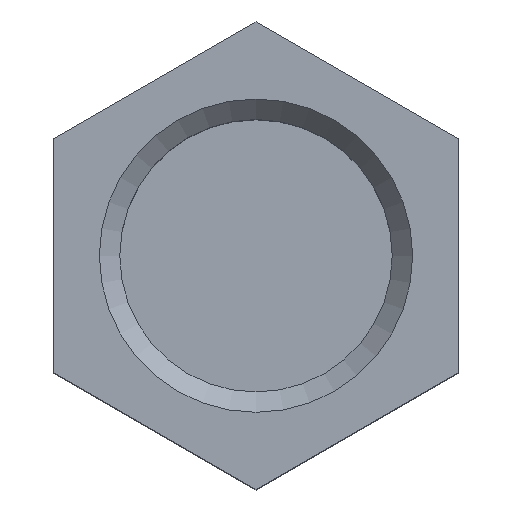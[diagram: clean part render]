
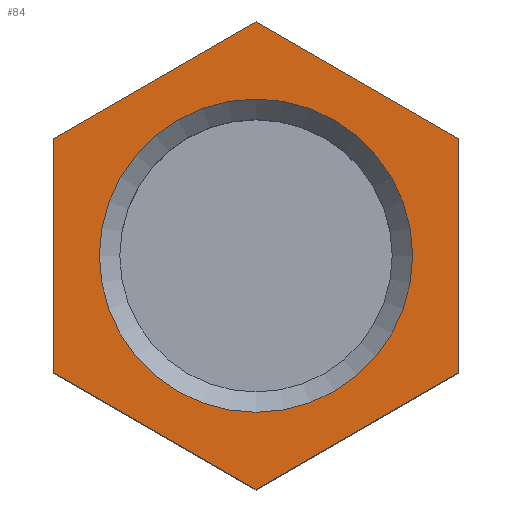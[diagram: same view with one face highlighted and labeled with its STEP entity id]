
A CAD part, top view. The second image highlights one B-rep face of the part: STEP entity #84.
In plain terms, the highlighted planar face has unit normal (0, 0, 1).
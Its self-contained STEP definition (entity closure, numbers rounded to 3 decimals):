
#84 = ADVANCED_FACE( '', ( #173, #174 ), #175, .T. );
#173 = FACE_BOUND( '', #262, .T. );
#174 = FACE_OUTER_BOUND( '', #263, .T. );
#175 = PLANE( '', #264 );
#262 = EDGE_LOOP( '', ( #421 ) );
#263 = EDGE_LOOP( '', ( #422, #423, #424, #425, #426, #427 ) );
#264 = AXIS2_PLACEMENT_3D( '', #428, #429, #430 );
#421 = ORIENTED_EDGE( '', *, *, #504, .T. );
#422 = ORIENTED_EDGE( '', *, *, #481, .T. );
#423 = ORIENTED_EDGE( '', *, *, #471, .T. );
#424 = ORIENTED_EDGE( '', *, *, #528, .T. );
#425 = ORIENTED_EDGE( '', *, *, #484, .T. );
#426 = ORIENTED_EDGE( '', *, *, #532, .T. );
#427 = ORIENTED_EDGE( '', *, *, #476, .T. );
#428 = CARTESIAN_POINT( '', ( 0., 0., 0. ) );
#429 = DIRECTION( '', ( 0., 0., 1. ) );
#430 = DIRECTION( '', ( 1., 0., 0. ) );
#471 = EDGE_CURVE( '', #540, #541, #542, .T. );
#476 = EDGE_CURVE( '', #549, #550, #551, .T. );
#481 = EDGE_CURVE( '', #550, #540, #558, .T. );
#484 = EDGE_CURVE( '', #561, #562, #563, .T. );
#504 = EDGE_CURVE( '', #596, #596, #597, .T. );
#528 = EDGE_CURVE( '', #541, #561, #630, .T. );
#532 = EDGE_CURVE( '', #562, #549, #634, .T. );
#540 = VERTEX_POINT( '', #642 );
#541 = VERTEX_POINT( '', #643 );
#542 = LINE( '', #644, #645 );
#549 = VERTEX_POINT( '', #655 );
#550 = VERTEX_POINT( '', #656 );
#551 = LINE( '', #657, #658 );
#558 = LINE( '', #668, #669 );
#561 = VERTEX_POINT( '', #673 );
#562 = VERTEX_POINT( '', #674 );
#563 = LINE( '', #675, #676 );
#596 = VERTEX_POINT( '', #721 );
#597 = CIRCLE( '', #722, 6.579 );
#630 = LINE( '', #764, #765 );
#634 = LINE( '', #770, #771 );
#642 = CARTESIAN_POINT( '', ( -8.5, -4.907, 0. ) );
#643 = CARTESIAN_POINT( '', ( 0., -9.815, 0. ) );
#644 = CARTESIAN_POINT( '', ( -8.5, -4.907, 0. ) );
#645 = VECTOR( '', #779, 1000. );
#655 = CARTESIAN_POINT( '', ( 0., 9.815, 0. ) );
#656 = CARTESIAN_POINT( '', ( -8.5, 4.907, 0. ) );
#657 = CARTESIAN_POINT( '', ( 0., 9.815, 0. ) );
#658 = VECTOR( '', #783, 1000. );
#668 = CARTESIAN_POINT( '', ( -8.5, 4.907, 0. ) );
#669 = VECTOR( '', #787, 1000. );
#673 = CARTESIAN_POINT( '', ( 8.5, -4.907, 0. ) );
#674 = CARTESIAN_POINT( '', ( 8.5, 4.907, 0. ) );
#675 = CARTESIAN_POINT( '', ( 8.5, -4.907, 0. ) );
#676 = VECTOR( '', #789, 1000. );
#721 = CARTESIAN_POINT( '', ( -6.579, 0., 0. ) );
#722 = AXIS2_PLACEMENT_3D( '', #811, #812, #813 );
#764 = CARTESIAN_POINT( '', ( 0., -9.815, 0. ) );
#765 = VECTOR( '', #838, 1000. );
#770 = CARTESIAN_POINT( '', ( 8.5, 4.907, 0. ) );
#771 = VECTOR( '', #840, 1000. );
#779 = DIRECTION( '', ( 0.866, -0.5, 0. ) );
#783 = DIRECTION( '', ( -0.866, -0.5, 0. ) );
#787 = DIRECTION( '', ( 0., -1., 0. ) );
#789 = DIRECTION( '', ( 0., 1., 0. ) );
#811 = CARTESIAN_POINT( '', ( 0., 0., 0. ) );
#812 = DIRECTION( '', ( 0., 0., -1. ) );
#813 = DIRECTION( '', ( -1., 0., 0. ) );
#838 = DIRECTION( '', ( 0.866, 0.5, 0. ) );
#840 = DIRECTION( '', ( -0.866, 0.5, 0. ) );
